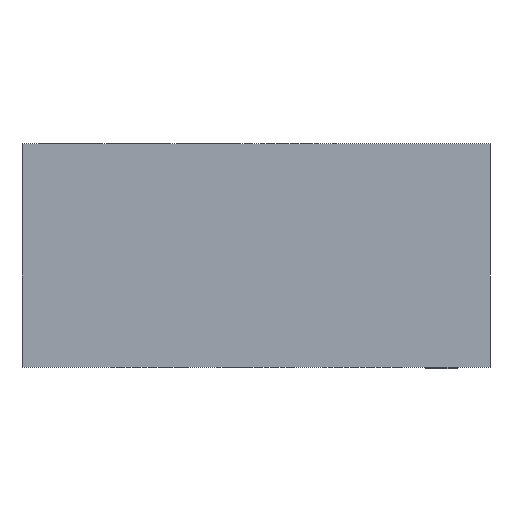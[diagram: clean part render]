
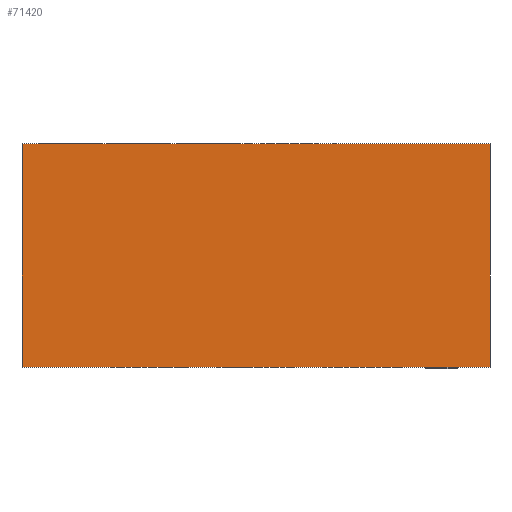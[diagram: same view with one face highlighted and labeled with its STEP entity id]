
A CAD part, front view. The second image highlights one B-rep face of the part: STEP entity #71420.
In plain terms, the highlighted planar face has unit normal (0, -1, 0).
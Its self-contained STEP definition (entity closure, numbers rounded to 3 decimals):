
#11960=CARTESIAN_POINT('',(297.552,-23.606,
0.));
#11970=VERTEX_POINT('',#11960);
#12000=CARTESIAN_POINT('',(0.,-23.606,0.));
#12010=DIRECTION('',(1.,0.,0.));
#12020=VECTOR('',#12010,1.);
#12030=LINE('',#12000,#12020);
#12040=CARTESIAN_POINT('',(-142.448,-23.606,
0.));
#12050=VERTEX_POINT('',#12040);
#12060=EDGE_CURVE('',#12050,#11970,#12030,.T.);
#23200=CARTESIAN_POINT('',(297.552,-23.606,
-210.));
#23210=VERTEX_POINT('',#23200);
#23240=CARTESIAN_POINT('',(297.552,-23.606,
-1.1));
#23250=DIRECTION('',(0.,0.,-1.));
#23260=VECTOR('',#23250,1.);
#23270=LINE('',#23240,#23260);
#23280=EDGE_CURVE('',#11970,#23210,#23270,.T.);
#48350=CARTESIAN_POINT('',(-142.448,-23.606,
-208.8));
#48360=DIRECTION('',(0.,0.,1.));
#48370=VECTOR('',#48360,1.);
#48380=LINE('',#48350,#48370);
#48390=CARTESIAN_POINT('',(-142.448,-23.606,
-210.));
#48400=VERTEX_POINT('',#48390);
#48410=EDGE_CURVE('',#48400,#12050,#48380,.T.);
#71260=CARTESIAN_POINT('',(-142.448,-23.606,
-209.));
#71270=DIRECTION('',(0.,-1.,0.));
#71280=DIRECTION('',(0.,0.,1.));
#71290=AXIS2_PLACEMENT_3D('',#71260,#71270,#71280);
#71300=PLANE('',#71290);
#71310=ORIENTED_EDGE('',*,*,#48410,.F.);
#71320=ORIENTED_EDGE('',*,*,#12060,.F.);
#71330=ORIENTED_EDGE('',*,*,#23280,.F.);
#71340=CARTESIAN_POINT('',(7.893,-23.606,-210.)
);
#71350=DIRECTION('',(1.,0.,0.));
#71360=VECTOR('',#71350,1.);
#71370=LINE('',#71340,#71360);
#71380=EDGE_CURVE('',#48400,#23210,#71370,.T.);
#71390=ORIENTED_EDGE('',*,*,#71380,.T.);
#71400=EDGE_LOOP('',(#71390,#71330,#71320,#71310));
#71410=FACE_OUTER_BOUND('',#71400,.T.);
#71420=ADVANCED_FACE('',(#71410),#71300,.T.);
